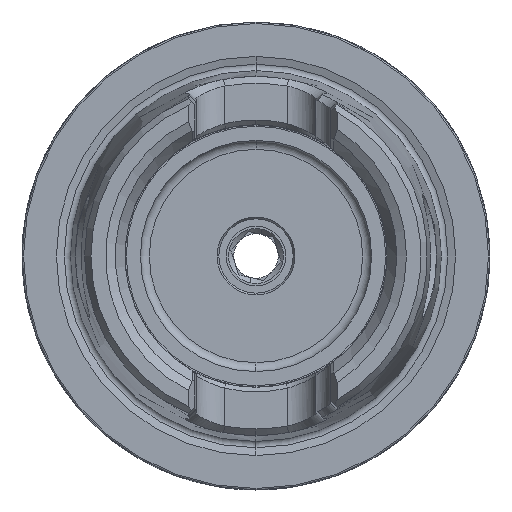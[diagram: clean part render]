
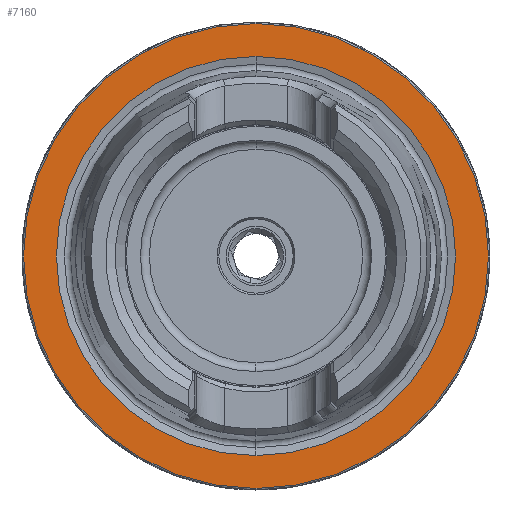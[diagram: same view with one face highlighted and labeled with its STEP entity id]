
A CAD part, left-side view. The second image highlights one B-rep face of the part: STEP entity #7160.
In plain terms, the highlighted planar face has unit normal (-1, 0, 0).
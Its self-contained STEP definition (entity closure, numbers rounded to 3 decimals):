
#123 = DIRECTION ( 'NONE',  ( -1., 0., 0. ) ) ;
#678 = DIRECTION ( 'NONE',  ( -1., 0., 0. ) ) ;
#762 = AXIS2_PLACEMENT_3D ( 'NONE', #9426, #4311, #10348 ) ;
#768 = AXIS2_PLACEMENT_3D ( 'NONE', #5208, #123, #6082 ) ;
#1035 = CIRCLE ( 'NONE', #762, 26.85 ) ;
#2226 = ORIENTED_EDGE ( 'NONE', *, *, #10787, .T. ) ;
#2581 = CARTESIAN_POINT ( 'NONE',  ( 0., 0., -26.85 ) ) ;
#2838 = PLANE ( 'NONE',  #4120 ) ;
#2843 = CIRCLE ( 'NONE', #768, 31.275 ) ;
#2888 = AXIS2_PLACEMENT_3D ( 'NONE', #5734, #678, #6631 ) ;
#3250 = CARTESIAN_POINT ( 'NONE',  ( 0., 0., 26.85 ) ) ;
#4075 = CARTESIAN_POINT ( 'NONE',  ( 0., 0., 31.275 ) ) ;
#4102 = FACE_OUTER_BOUND ( 'NONE', #10357, .T. ) ;
#4117 = CARTESIAN_POINT ( 'NONE',  ( 0., 0., 0. ) ) ;
#4120 = AXIS2_PLACEMENT_3D ( 'NONE', #4551, #10622, #5360 ) ;
#4311 = DIRECTION ( 'NONE',  ( -1., 0., 0. ) ) ;
#4451 = ORIENTED_EDGE ( 'NONE', *, *, #10153, .T. ) ;
#4551 = CARTESIAN_POINT ( 'NONE',  ( 0., 31.275, 0. ) ) ;
#4641 = VERTEX_POINT ( 'NONE', #7674 ) ;
#4917 = DIRECTION ( 'NONE',  ( 0., 0., 1. ) ) ;
#5208 = CARTESIAN_POINT ( 'NONE',  ( 0., 0., 0. ) ) ;
#5314 = VERTEX_POINT ( 'NONE', #2581 ) ;
#5360 = DIRECTION ( 'NONE',  ( 0., 0., -1. ) ) ;
#5734 = CARTESIAN_POINT ( 'NONE',  ( 0., 0., 0. ) ) ;
#5765 = VERTEX_POINT ( 'NONE', #4075 ) ;
#5788 = FACE_BOUND ( 'NONE', #11182, .T. ) ;
#5822 = VERTEX_POINT ( 'NONE', #3250 ) ;
#5902 = EDGE_CURVE ( 'NONE', #5822, #5314, #1035, .T. ) ;
#6082 = DIRECTION ( 'NONE',  ( 0., 0., 1. ) ) ;
#6441 = ORIENTED_EDGE ( 'NONE', *, *, #8092, .F. ) ;
#6631 = DIRECTION ( 'NONE',  ( 0., 0., 1. ) ) ;
#7106 = CIRCLE ( 'NONE', #2888, 31.275 ) ;
#7160 = ADVANCED_FACE ( 'NONE', ( #5788, #4102 ), #2838, .F. ) ;
#7674 = CARTESIAN_POINT ( 'NONE',  ( 0., 0., -31.275 ) ) ;
#8092 = EDGE_CURVE ( 'NONE', #5314, #5822, #9297, .T. ) ;
#8312 = ORIENTED_EDGE ( 'NONE', *, *, #5902, .F. ) ;
#9297 = CIRCLE ( 'NONE', #10037, 26.85 ) ;
#9426 = CARTESIAN_POINT ( 'NONE',  ( 0., 0., 0. ) ) ;
#10037 = AXIS2_PLACEMENT_3D ( 'NONE', #4117, #10144, #4917 ) ;
#10144 = DIRECTION ( 'NONE',  ( -1., 0., 0. ) ) ;
#10153 = EDGE_CURVE ( 'NONE', #5765, #4641, #7106, .T. ) ;
#10348 = DIRECTION ( 'NONE',  ( 0., 0., 1. ) ) ;
#10357 = EDGE_LOOP ( 'NONE', ( #4451, #2226 ) ) ;
#10622 = DIRECTION ( 'NONE',  ( 1., 0., 0. ) ) ;
#10787 = EDGE_CURVE ( 'NONE', #4641, #5765, #2843, .T. ) ;
#11182 = EDGE_LOOP ( 'NONE', ( #8312, #6441 ) ) ;
